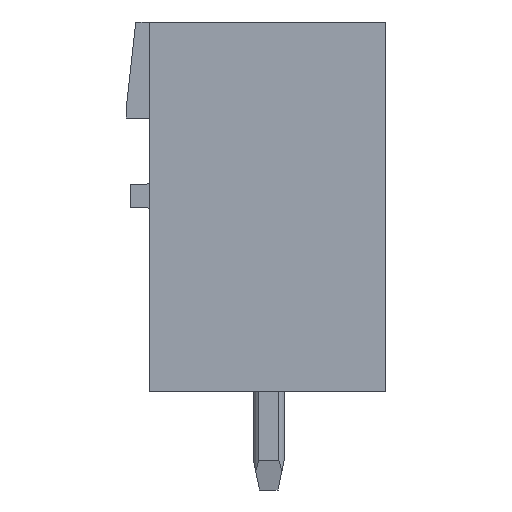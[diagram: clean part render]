
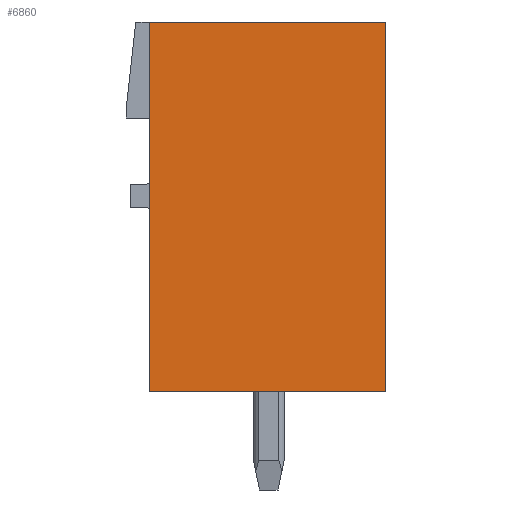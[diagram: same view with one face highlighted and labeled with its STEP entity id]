
A CAD part, left-side view. The second image highlights one B-rep face of the part: STEP entity #6860.
In plain terms, the highlighted planar face has unit normal (-1, 0, 0).
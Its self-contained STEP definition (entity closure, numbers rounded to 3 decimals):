
#6852=AXIS2_PLACEMENT_3D('Plane Axis2P3D',#6849,#6850,#6851) ;
#49=CARTESIAN_POINT('Vertex',(0.,0.,15.2)) ;
#52=CARTESIAN_POINT('Line Origine',(0.,0.,9.2)) ;
#56=CARTESIAN_POINT('Vertex',(0.,0.,3.2)) ;
#115=CARTESIAN_POINT('Vertex',(0.,7.68,15.2)) ;
#118=CARTESIAN_POINT('Line Origine',(0.,3.84,15.2)) ;
#1535=CARTESIAN_POINT('Vertex',(0.,7.68,3.2)) ;
#1538=CARTESIAN_POINT('Line Origine',(0.,7.68,9.2)) ;
#1808=CARTESIAN_POINT('Line Origine',(0.,3.84,3.2)) ;
#6849=CARTESIAN_POINT('Axis2P3D Location',(0.,0.,0.)) ;
#53=DIRECTION('Vector Direction',(0.,0.,-1.)) ;
#119=DIRECTION('Vector Direction',(0.,-1.,0.)) ;
#1539=DIRECTION('Vector Direction',(0.,0.,-1.)) ;
#1809=DIRECTION('Vector Direction',(0.,1.,0.)) ;
#6850=DIRECTION('Axis2P3D Direction',(-1.,0.,0.)) ;
#6851=DIRECTION('Axis2P3D XDirection',(0.,0.,1.)) ;
#54=VECTOR('Line Direction',#53,1.) ;
#120=VECTOR('Line Direction',#119,1.) ;
#1540=VECTOR('Line Direction',#1539,1.) ;
#1810=VECTOR('Line Direction',#1809,1.) ;
#6855=ORIENTED_EDGE('',*,*,#122,.T.) ;
#6856=ORIENTED_EDGE('',*,*,#1542,.T.) ;
#6857=ORIENTED_EDGE('',*,*,#1812,.T.) ;
#6858=ORIENTED_EDGE('',*,*,#58,.T.) ;
#6860=ADVANCED_FACE('HOUSING',(#6859),#6853,.T.) ;
#58=EDGE_CURVE('',#57,#50,#55,.F.) ;
#122=EDGE_CURVE('',#50,#116,#121,.F.) ;
#1542=EDGE_CURVE('',#116,#1536,#1541,.T.) ;
#1812=EDGE_CURVE('',#1536,#57,#1811,.F.) ;
#6854=EDGE_LOOP('',(#6855,#6856,#6857,#6858)) ;
#6859=FACE_OUTER_BOUND('',#6854,.T.) ;
#55=LINE('Line',#52,#54) ;
#121=LINE('Line',#118,#120) ;
#1541=LINE('Line',#1538,#1540) ;
#1811=LINE('Line',#1808,#1810) ;
#6853=PLANE('',#6852) ;
#50=VERTEX_POINT('',#49) ;
#57=VERTEX_POINT('',#56) ;
#116=VERTEX_POINT('',#115) ;
#1536=VERTEX_POINT('',#1535) ;
